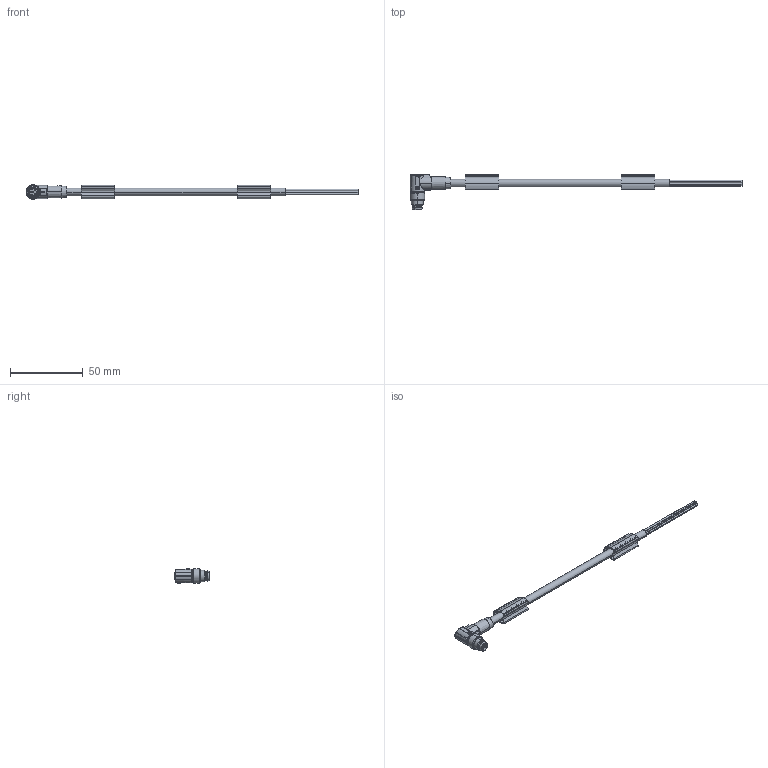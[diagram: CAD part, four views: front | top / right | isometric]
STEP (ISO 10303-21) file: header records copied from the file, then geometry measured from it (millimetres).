
FILE_DESCRIPTION(('SolidDesigner STEP Export'),'2;1');
FILE_NAME('1522367.stp','2009-03-06T12:15:55',(''),(''),'CoCreate Modeling STEP processor for AP214 (Solid Model)','CoCreate Modeling 16.00A 16-Aug-2008 (C) Parametric Technology GmbH','');
FILE_SCHEMA(('AUTOMOTIVE_DESIGN { 1 0 10303 214 1 1 1 1 }'));
Length unit declared in the file: millimetre
Products named in the file (2): 1522367
Assembly tree (1 placements, depth 2):
  1522367
    1522367
Bounding box: 228 x 24.19 x 10 mm (x, y, z)
Volume: 7120.2 mm3; surface area: 8298.6 mm2
Topology: 1 solids, 1 shells, 388 faces, 1037 edges, 664 vertices
Faces by surface type: cylinder 163, plane 96, extrusion 36, bspline 30, cone 30, torus 21, sphere 12
Entity records: 22801 total; most frequent: CARTESIAN_POINT 11191, ORIENTED_EDGE 2042, DIRECTION 1394, EDGE_CURVE 1021, VERTEX_POINT 664, AXIS2_PLACEMENT_3D 485, EDGE_LOOP 425, VECTOR 424
